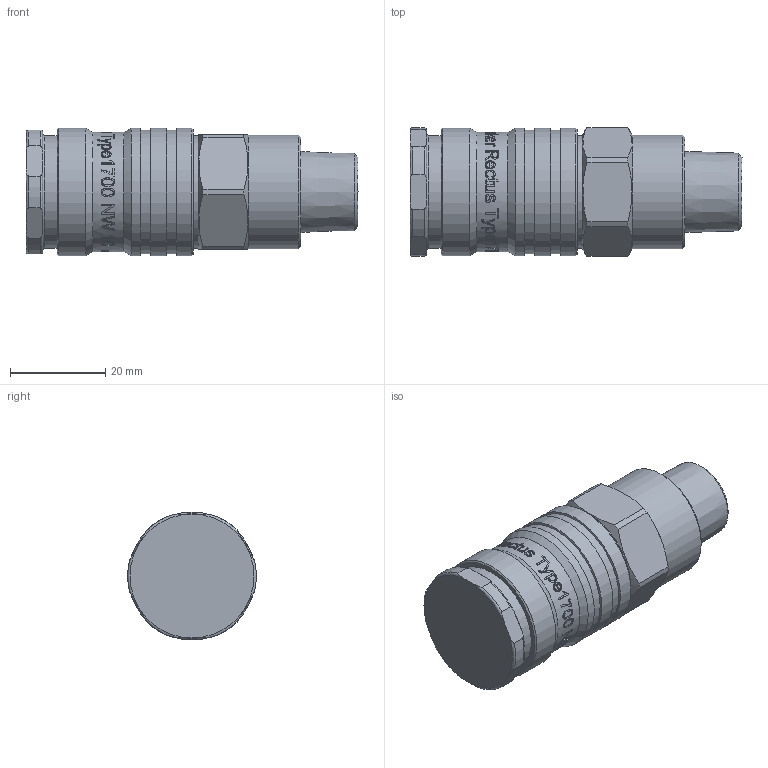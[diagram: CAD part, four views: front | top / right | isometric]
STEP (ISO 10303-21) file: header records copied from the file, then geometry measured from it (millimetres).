
FILE_DESCRIPTION((''),'2;1');
FILE_NAME('1700kaak17spn.stp','2012-06-27T10:46:00',('AS035480'),(''),'Autodesk Inventor 2011','Autodesk Inventor 2011','');
FILE_SCHEMA(('AUTOMOTIVE_DESIGN { 1 0 10303 214 1 1 1 1 }'));
Length unit declared in the file: millimetre
Products named in the file (1): D103697
Bounding box: 69.64 x 27.05 x 26.8 mm (x, y, z)
Volume: 30266.8 mm3; surface area: 11618.8 mm2
Topology: 2 solids, 3 shells, 656 faces, 1717 edges, 1130 vertices
Faces by surface type: bspline 328, plane 195, cylinder 90, cone 26, torus 17
Full cylindrical faces by diameter (mm): 20.22 x1, 20.974 x1, 21 x1, 21.2 x1, 21.3 x1, 21.4 x1, 22.5 x1, 23.7 x2, 23.8 x2, 24 x1, 25 x1, 26 x2, 26.8 x4
Entity records: 92035 total; most frequent: CARTESIAN_POINT 77950, ORIENTED_EDGE 3320, EDGE_CURVE 1660, DIRECTION 1640, VERTEX_POINT 1124, B_SPLINE_CURVE_WITH_KNOTS 853, EDGE_LOOP 774, FACE_OUTER_BOUND 656
